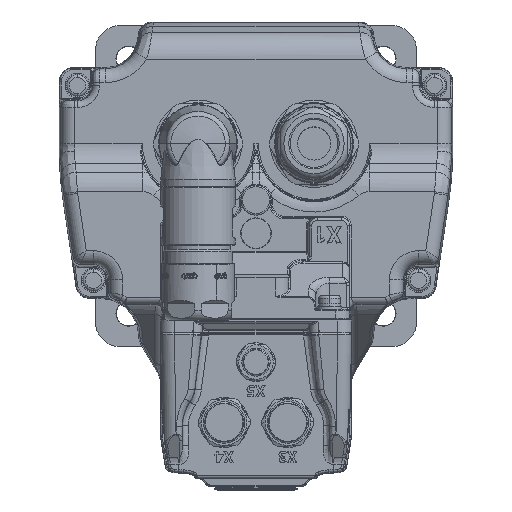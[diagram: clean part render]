
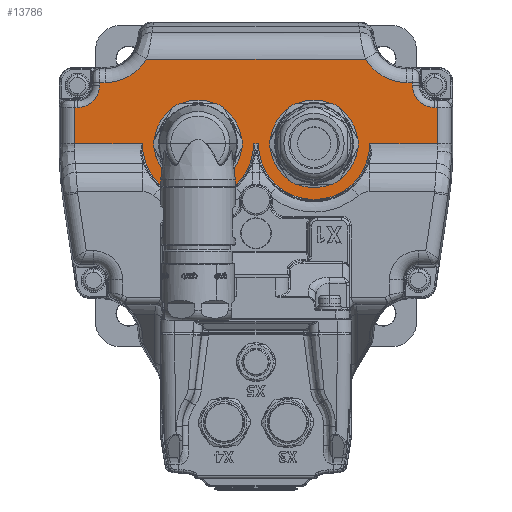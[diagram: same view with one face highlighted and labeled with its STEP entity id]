
A CAD part, top view. The second image highlights one B-rep face of the part: STEP entity #13786.
In plain terms, the highlighted planar face has unit normal (0, 0, 1).
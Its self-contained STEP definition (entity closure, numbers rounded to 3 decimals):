
#220=DIRECTION('',(1.,0.,0.));
#221=VECTOR('',#220,1.007);
#222=CARTESIAN_POINT('',(64.5,24.489,50.65));
#223=LINE('',#222,#221);
#224=DIRECTION('',(0.,-1.,0.));
#225=VECTOR('',#224,13.147);
#226=CARTESIAN_POINT('',(65.507,24.489,50.65));
#227=LINE('',#226,#225);
#228=CARTESIAN_POINT('',(20.95,11.35,50.65));
#229=DIRECTION('',(0.,0.,-1.));
#230=DIRECTION('',(1.,0.,0.));
#231=AXIS2_PLACEMENT_3D('',#228,#229,#230);
#233=CARTESIAN_POINT('',(-20.95,11.35,50.65));
#234=DIRECTION('',(0.,0.,-1.));
#235=DIRECTION('',(1.,0.,0.));
#236=AXIS2_PLACEMENT_3D('',#233,#234,#235);
#238=DIRECTION('',(0.,1.,0.));
#239=VECTOR('',#238,13.147);
#240=CARTESIAN_POINT('',(-65.507,11.342,50.65));
#241=LINE('',#240,#239);
#242=DIRECTION('',(1.,0.,0.));
#243=VECTOR('',#242,1.007);
#244=CARTESIAN_POINT('',(-65.507,24.489,50.65));
#245=LINE('',#244,#243);
#246=CARTESIAN_POINT('',(-64.5,32.5,50.65));
#247=DIRECTION('',(0.,0.,1.));
#248=DIRECTION('',(0.,-1.,0.));
#249=AXIS2_PLACEMENT_3D('',#246,#247,#248);
#251=DIRECTION('',(0.,1.,0.));
#252=VECTOR('',#251,1.007);
#253=CARTESIAN_POINT('',(-56.489,32.5,50.65));
#254=LINE('',#253,#252);
#255=DIRECTION('',(-1.,0.,0.));
#256=VECTOR('',#255,1.989);
#257=CARTESIAN_POINT('',(-54.5,33.507,50.65));
#258=LINE('',#257,#256);
#259=CARTESIAN_POINT('',(-54.5,51.,50.65));
#260=DIRECTION('',(0.,0.,-1.));
#261=DIRECTION('',(0.856,-0.517,0.));
#262=AXIS2_PLACEMENT_3D('',#259,#260,#261);
#264=DIRECTION('',(-1.,0.,0.));
#265=VECTOR('',#264,79.053);
#266=CARTESIAN_POINT('',(39.526,41.955,50.65));
#267=LINE('',#266,#265);
#268=CARTESIAN_POINT('',(54.5,51.,50.65));
#269=DIRECTION('',(0.,0.,-1.));
#270=DIRECTION('',(0.,-1.,0.));
#271=AXIS2_PLACEMENT_3D('',#268,#269,#270);
#273=DIRECTION('',(-1.,0.,0.));
#274=VECTOR('',#273,1.989);
#275=CARTESIAN_POINT('',(56.489,33.507,50.65));
#276=LINE('',#275,#274);
#277=DIRECTION('',(0.,-1.,0.));
#278=VECTOR('',#277,1.007);
#279=CARTESIAN_POINT('',(56.489,33.507,50.65));
#280=LINE('',#279,#278);
#281=CARTESIAN_POINT('',(64.5,32.5,50.65));
#282=DIRECTION('',(0.,0.,1.));
#283=DIRECTION('',(-1.,0.,0.));
#284=AXIS2_PLACEMENT_3D('',#281,#282,#283);
#1857=DIRECTION('',(1.,0.,0.));
#1858=VECTOR('',#1857,24.453);
#1859=CARTESIAN_POINT('',(41.053,11.342,50.65));
#1860=LINE('',#1859,#1858);
#1861=CARTESIAN_POINT('',(65.507,11.342,50.65));
#1920=DIRECTION('',(1.,0.,0.));
#1921=VECTOR('',#1920,1.693);
#1922=CARTESIAN_POINT('',(-0.847,11.342,50.65));
#1923=LINE('',#1922,#1921);
#1990=DIRECTION('',(1.,0.,0.));
#1991=VECTOR('',#1990,24.453);
#1992=CARTESIAN_POINT('',(-65.507,11.342,50.65));
#1993=LINE('',#1992,#1991);
#2051=CARTESIAN_POINT('',(-65.507,11.342,50.65));
#6231=CARTESIAN_POINT('',(-56.489,33.507,50.65));
#6409=CARTESIAN_POINT('',(65.507,24.489,50.65));
#12667=CARTESIAN_POINT('',(39.526,41.955,50.65));
#12668=CARTESIAN_POINT('',(-39.526,41.955,50.65));
#12669=VERTEX_POINT('',#12667);
#12670=VERTEX_POINT('',#12668);
#12675=CARTESIAN_POINT('',(54.5,33.507,50.65));
#12676=VERTEX_POINT('',#12675);
#12679=CARTESIAN_POINT('',(-54.5,33.507,50.65));
#12680=VERTEX_POINT('',#12679);
#12706=VERTEX_POINT('',#1861);
#12729=VERTEX_POINT('',#2051);
#12746=CARTESIAN_POINT('',(-0.847,11.342,50.65));
#12747=CARTESIAN_POINT('',(0.847,11.342,50.65));
#12748=VERTEX_POINT('',#12746);
#12749=VERTEX_POINT('',#12747);
#12750=CARTESIAN_POINT('',(41.053,11.342,50.65));
#12751=VERTEX_POINT('',#12750);
#12752=CARTESIAN_POINT('',(-41.053,11.342,50.65));
#12753=VERTEX_POINT('',#12752);
#13320=VERTEX_POINT('',#6409);
#13324=CARTESIAN_POINT('',(64.5,24.489,50.65));
#13325=VERTEX_POINT('',#13324);
#13328=CARTESIAN_POINT('',(56.489,32.5,50.65));
#13329=VERTEX_POINT('',#13328);
#13332=CARTESIAN_POINT('',(56.489,33.507,50.65));
#13333=VERTEX_POINT('',#13332);
#13388=VERTEX_POINT('',#6231);
#13392=CARTESIAN_POINT('',(-56.489,32.5,50.65));
#13393=VERTEX_POINT('',#13392);
#13396=CARTESIAN_POINT('',(-64.5,24.489,50.65));
#13397=VERTEX_POINT('',#13396);
#13400=CARTESIAN_POINT('',(-65.507,24.489,50.65));
#13401=VERTEX_POINT('',#13400);
#13743=CARTESIAN_POINT('',(-85.2,-11.,50.65));
#13744=DIRECTION('',(0.,0.,-1.));
#13745=DIRECTION('',(0.,1.,0.));
#13746=AXIS2_PLACEMENT_3D('',#13743,#13744,#13745);
#13747=PLANE('',#13746);
#13749=ORIENTED_EDGE('',*,*,#13748,.T.);
#13751=ORIENTED_EDGE('',*,*,#13750,.T.);
#13753=ORIENTED_EDGE('',*,*,#13752,.F.);
#13755=ORIENTED_EDGE('',*,*,#13754,.T.);
#13757=ORIENTED_EDGE('',*,*,#13756,.F.);
#13759=ORIENTED_EDGE('',*,*,#13758,.T.);
#13761=ORIENTED_EDGE('',*,*,#13760,.F.);
#13763=ORIENTED_EDGE('',*,*,#13762,.T.);
#13765=ORIENTED_EDGE('',*,*,#13764,.T.);
#13767=ORIENTED_EDGE('',*,*,#13766,.T.);
#13769=ORIENTED_EDGE('',*,*,#13768,.T.);
#13771=ORIENTED_EDGE('',*,*,#13770,.F.);
#13773=ORIENTED_EDGE('',*,*,#13772,.F.);
#13775=ORIENTED_EDGE('',*,*,#13774,.F.);
#13777=ORIENTED_EDGE('',*,*,#13776,.F.);
#13779=ORIENTED_EDGE('',*,*,#13778,.F.);
#13781=ORIENTED_EDGE('',*,*,#13780,.T.);
#13783=ORIENTED_EDGE('',*,*,#13782,.T.);
#13784=EDGE_LOOP('',(#13749,#13751,#13753,#13755,#13757,#13759,#13761,#13763,
#13765,#13767,#13769,#13771,#13773,#13775,#13777,#13779,#13781,#13783));
#13785=FACE_OUTER_BOUND('',#13784,.F.);
#13786=ADVANCED_FACE('',(#13785),#13747,.F.);
#232=CIRCLE('',#231,20.103);
#237=CIRCLE('',#236,20.103);
#250=CIRCLE('',#249,8.011);
#263=CIRCLE('',#262,17.493);
#272=CIRCLE('',#271,17.493);
#285=CIRCLE('',#284,8.011);
#13748=EDGE_CURVE('',#13325,#13320,#223,.T.);
#13750=EDGE_CURVE('',#13320,#12706,#227,.T.);
#13752=EDGE_CURVE('',#12751,#12706,#1860,.T.);
#13754=EDGE_CURVE('',#12751,#12749,#232,.T.);
#13756=EDGE_CURVE('',#12748,#12749,#1923,.T.);
#13758=EDGE_CURVE('',#12748,#12753,#237,.T.);
#13760=EDGE_CURVE('',#12729,#12753,#1993,.T.);
#13762=EDGE_CURVE('',#12729,#13401,#241,.T.);
#13764=EDGE_CURVE('',#13401,#13397,#245,.T.);
#13766=EDGE_CURVE('',#13397,#13393,#250,.T.);
#13768=EDGE_CURVE('',#13393,#13388,#254,.T.);
#13770=EDGE_CURVE('',#12680,#13388,#258,.T.);
#13772=EDGE_CURVE('',#12670,#12680,#263,.T.);
#13774=EDGE_CURVE('',#12669,#12670,#267,.T.);
#13776=EDGE_CURVE('',#12676,#12669,#272,.T.);
#13778=EDGE_CURVE('',#13333,#12676,#276,.T.);
#13780=EDGE_CURVE('',#13333,#13329,#280,.T.);
#13782=EDGE_CURVE('',#13329,#13325,#285,.T.);
